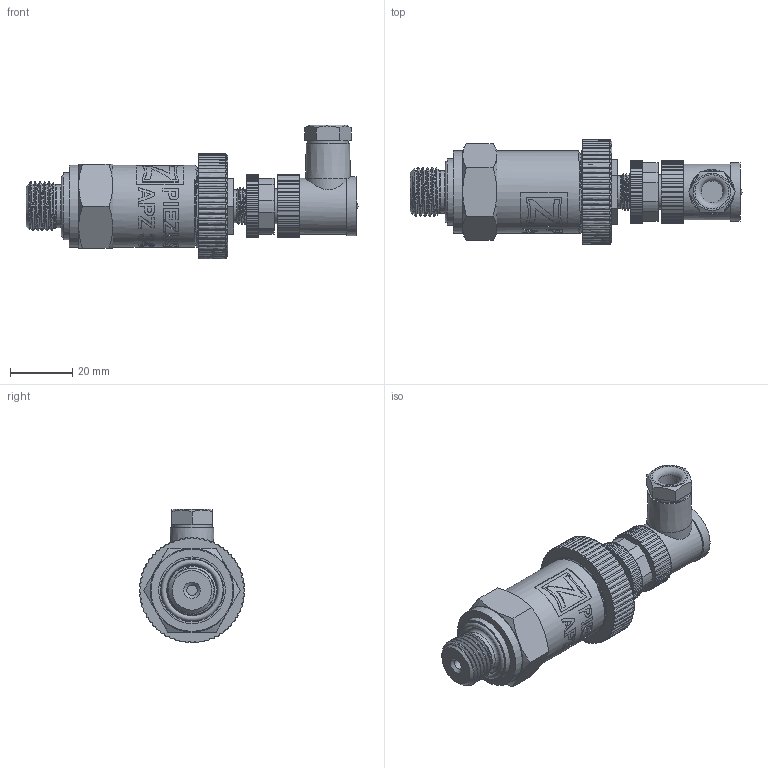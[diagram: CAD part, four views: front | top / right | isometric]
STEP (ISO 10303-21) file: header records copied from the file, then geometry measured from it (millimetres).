
FILE_DESCRIPTION(/* description */ (''),/* implementation_level */ '2;1');
FILE_NAME(/* name */ 'APZ3420_M16x1,5DIN_M12x1-angular.step',/* time_stamp */ '2021-06-18T15:34:55+03:00',/* author */ (''),/* organization */ (''),/* preprocessor_version */ 'ST-DEVELOPER v18.1',/* originating_system */ 'Autodesk Translation Framework v10.9.0.1377',/* authorisation */ '');
FILE_SCHEMA (('AUTOMOTIVE_DESIGN { 1 0 10303 214 3 1 1 }'));
Products named in the file (6): APZ3420_; M16x1,5 DIN; OMAL nut M27x1.5; M12x1 male; Ш100.000.002; M12x1 female angular
Assembly tree (5 placements, depth 2):
  APZ3420_
    M16x1,5 DIN
    OMAL nut M27x1.5
    M12x1 male
    Ш100.000.002
    M12x1 female angular
Bounding box: 107.07 x 34 x 43.2 mm (x, y, z)
Volume: 48886.8 mm3; surface area: 20106.6 mm2
Topology: 17 solids, 17 shells, 993 faces, 2761 edges, 1850 vertices
Faces by surface type: bspline 445, cylinder 336, plane 171, cone 30, torus 10, sphere 1
Full cylindrical faces by diameter (mm): 1 x12, 1.5 x4, 3.3 x1, 7 x1, 8 x1, 8.2 x1, 9.471 x2, 10.6 x2, 10.741 x6, 11.035 x4, 11.156 x1, 11.884 x5, 12.152 x4, 13 x1, 13.8 x1, 14 x1, 14.137 x9, 14.526 x3, 15.85 x8, 16.203 x3, 16.4 x1, 18 x1, 19 x1, 20 x1, 21.4 x2, 21.5 x1, 22.3 x1, 22.4 x1, 24.5 x1, 25.132 x4
Entity records: 55978 total; most frequent: CARTESIAN_POINT 33690, ORIENTED_EDGE 5522, DIRECTION 3149, EDGE_CURVE 2761, VERTEX_POINT 1850, B_SPLINE_CURVE_WITH_KNOTS 1215, AXIS2_PLACEMENT_3D 1134, EDGE_LOOP 1059
